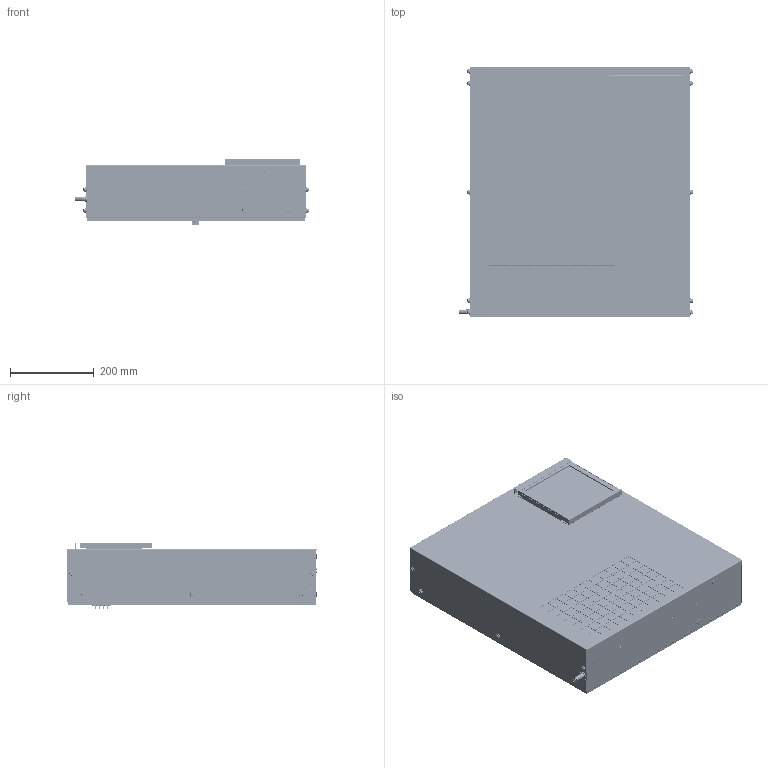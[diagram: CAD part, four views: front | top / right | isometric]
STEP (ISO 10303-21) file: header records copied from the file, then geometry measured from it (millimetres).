
FILE_DESCRIPTION (( 'STEP AP214' ), '1' );
FILE_NAME ('STEP-KA4C2DSP23L_defeature.STEP', '2024-09-03T16:25:40', ( '' ), ( '' ), 'SwSTEP 2.0', 'SolidWorks 2024', '' );
FILE_SCHEMA (( 'AUTOMOTIVE_DESIGN' ));
Length unit declared in the file: millimetre
Products named in the file (1): STEP-KA4C2DSP23L_defeature
Bounding box: 558.69 x 599.24 x 160.48 mm (x, y, z)
Volume: 7480977.5 mm3; surface area: 2371030.1 mm2
Topology: 1 solids, 45 shells, 5905 faces, 16100 edges, 10452 vertices
Faces by surface type: cylinder 2171, plane 2125, bspline 730, cone 514, torus 349, sphere 16
Entity records: 272780 total; most frequent: CARTESIAN_POINT 133339, ORIENTED_EDGE 32160, DIRECTION 26497, EDGE_CURVE 16080, VERTEX_POINT 10452, AXIS2_PLACEMENT_3D 9553, VECTOR 7391, LINE 7391
